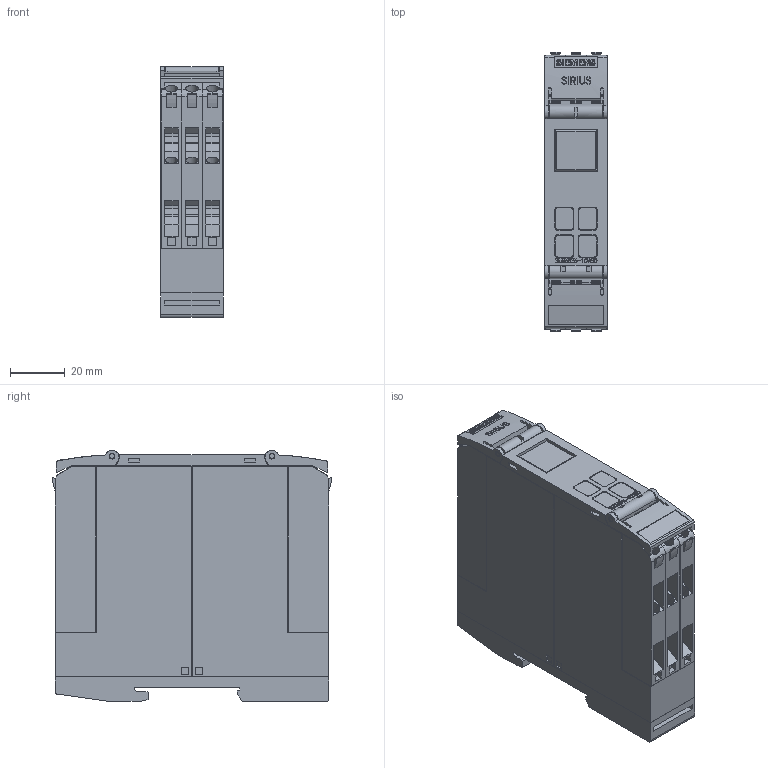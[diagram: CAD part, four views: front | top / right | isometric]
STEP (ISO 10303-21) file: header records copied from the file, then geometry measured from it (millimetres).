
FILE_DESCRIPTION(('STEP AP214'),'1');
FILE_NAME('cctmp_8D2E243E-A5B8-4EBD-9642-ACB3FEC14695_2024_05_27_11_11_49_0134..stp','2024-05-27T09:11:50',('SIEMENS A&D'),('CADClick - www.CADClick.com'),'Spatial InterOp 3D',' ','unknown authorization');
FILE_SCHEMA(('AUTOMOTIVE_DESIGN'));
Length unit declared in the file: millimetre
Products named in the file (1): 3UG5625-1CW30
Bounding box: 22.8 x 101.9 x 91.6 mm (x, y, z)
Volume: 183260.9 mm3; surface area: 55737.6 mm2
Topology: 1 solids, 1 shells, 1840 faces, 5158 edges, 3425 vertices
Faces by surface type: plane 1483, cylinder 305, cone 36, torus 16
Entity records: 74614 total; most frequent: CARTESIAN_POINT 11746, ORIENTED_EDGE 10300, DIRECTION 9538, EDGE_CURVE 5150, LINE 4244, VECTOR 4244, VERTEX_POINT 3425, AXIS2_PLACEMENT_3D 2647
